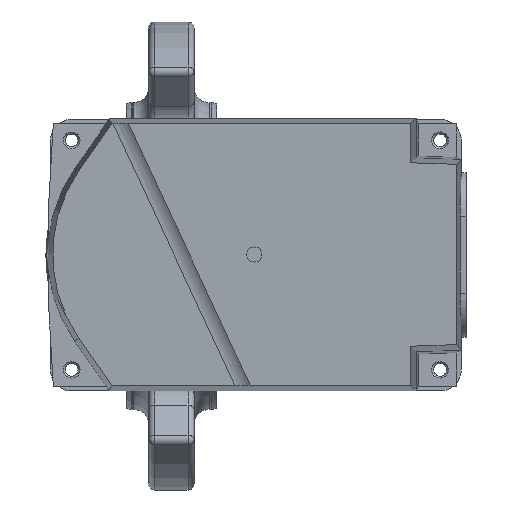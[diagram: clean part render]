
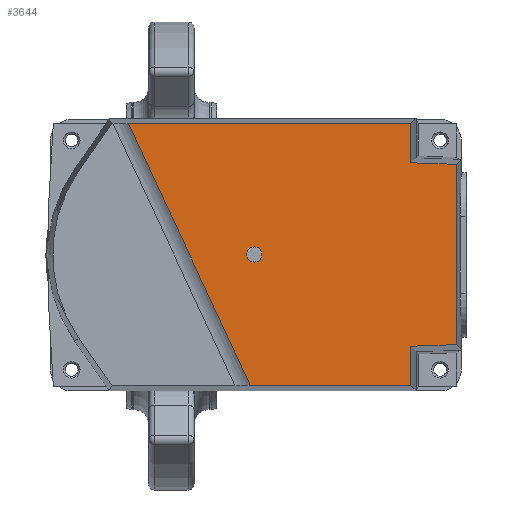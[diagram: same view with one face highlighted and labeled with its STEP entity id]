
A CAD part, top view. The second image highlights one B-rep face of the part: STEP entity #3644.
In plain terms, the highlighted planar face has unit normal (0, 0, 1).
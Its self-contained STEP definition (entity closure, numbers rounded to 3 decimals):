
#2956=FACE_BOUND('',#5321,.T.);
#2957=FACE_BOUND('',#5322,.T.);
#3644=ADVANCED_FACE('',(#2956,#2957),#4026,.T.);
#4026=PLANE('',#15076);
#5321=EDGE_LOOP('',(#10115));
#5322=EDGE_LOOP('',(#10116,#10117,#10118,#10119,#10120,#10121,#10122,#10123));
#6016=LINE('',#28941,#6633);
#6019=LINE('',#28947,#6636);
#6021=LINE('',#28951,#6638);
#6026=LINE('',#28965,#6643);
#6027=LINE('',#28967,#6644);
#6028=LINE('',#28969,#6645);
#6029=LINE('',#28971,#6646);
#6030=LINE('',#28972,#6647);
#6633=VECTOR('',#17594,1.);
#6636=VECTOR('',#17599,1.);
#6638=VECTOR('',#17603,1.);
#6643=VECTOR('',#17616,1.);
#6644=VECTOR('',#17617,1.);
#6645=VECTOR('',#17618,1.);
#6646=VECTOR('',#17619,1.);
#6647=VECTOR('',#17620,1.);
#10115=ORIENTED_EDGE('',*,*,#13592,.T.);
#10116=ORIENTED_EDGE('',*,*,#13593,.T.);
#10117=ORIENTED_EDGE('',*,*,#13594,.T.);
#10118=ORIENTED_EDGE('',*,*,#13595,.T.);
#10119=ORIENTED_EDGE('',*,*,#13596,.F.);
#10120=ORIENTED_EDGE('',*,*,#13586,.F.);
#10121=ORIENTED_EDGE('',*,*,#13584,.F.);
#10122=ORIENTED_EDGE('',*,*,#13597,.F.);
#10123=ORIENTED_EDGE('',*,*,#13581,.T.);
#11744=VERTEX_POINT('',#28940);
#11745=VERTEX_POINT('',#28942);
#11746=VERTEX_POINT('',#28946);
#11747=VERTEX_POINT('',#28948);
#11748=VERTEX_POINT('',#28952);
#11752=VERTEX_POINT('',#28964);
#11753=VERTEX_POINT('',#28966);
#11754=VERTEX_POINT('',#28968);
#11755=VERTEX_POINT('',#28970);
#13581=EDGE_CURVE('',#11745,#11744,#6016,.T.);
#13584=EDGE_CURVE('',#11746,#11747,#6019,.T.);
#13586=EDGE_CURVE('',#11747,#11748,#6021,.T.);
#13592=EDGE_CURVE('',#11752,#11752,#14101,.T.);
#13593=EDGE_CURVE('',#11744,#11753,#6026,.T.);
#13594=EDGE_CURVE('',#11753,#11754,#6027,.T.);
#13595=EDGE_CURVE('',#11754,#11755,#6028,.T.);
#13596=EDGE_CURVE('',#11748,#11755,#6029,.T.);
#13597=EDGE_CURVE('',#11745,#11746,#6030,.T.);
#14101=CIRCLE('',#15075,2.5);
#15075=AXIS2_PLACEMENT_3D('',#28963,#17614,#17615);
#15076=AXIS2_PLACEMENT_3D('',#28973,#17621,#17622);
#17594=DIRECTION('',(0.,1.,0.));
#17599=DIRECTION('',(0.,-1.,0.));
#17603=DIRECTION('',(-1.,0.,0.));
#17614=DIRECTION('',(0.,0.,-1.));
#17615=DIRECTION('',(0.,-1.,0.));
#17616=DIRECTION('',(-0.999,0.035,0.));
#17617=DIRECTION('',(0.,1.,0.));
#17618=DIRECTION('',(-1.,0.,0.));
#17619=DIRECTION('',(-0.423,0.906,0.));
#17620=DIRECTION('',(-0.999,-0.035,0.));
#17621=DIRECTION('',(0.,0.,1.));
#17622=DIRECTION('',(0.,1.,0.));
#28940=CARTESIAN_POINT('',(94.298,29.856,277.));
#28941=CARTESIAN_POINT('',(94.298,-31.5,277.));
#28942=CARTESIAN_POINT('',(94.298,-29.856,277.));
#28946=CARTESIAN_POINT('',(79.298,-30.38,277.));
#28947=CARTESIAN_POINT('',(79.298,-32.024,277.));
#28948=CARTESIAN_POINT('',(79.298,-43.298,277.));
#28951=CARTESIAN_POINT('',(9.,-43.298,277.));
#28952=CARTESIAN_POINT('',(26.169,-43.298,277.));
#28963=CARTESIAN_POINT('',(27.5,0.,277.));
#28964=CARTESIAN_POINT('',(27.5,-2.5,277.));
#28965=CARTESIAN_POINT('',(95.941,29.799,277.));
#28966=CARTESIAN_POINT('',(79.298,30.38,277.));
#28967=CARTESIAN_POINT('',(79.298,0.,277.));
#28968=CARTESIAN_POINT('',(79.298,43.298,277.));
#28969=CARTESIAN_POINT('',(81.,43.298,277.));
#28970=CARTESIAN_POINT('',(-14.212,43.298,277.));
#28971=CARTESIAN_POINT('',(28.714,-48.757,277.));
#28972=CARTESIAN_POINT('',(10.145,-32.795,277.));
#28973=CARTESIAN_POINT('',(9.,0.,277.));
